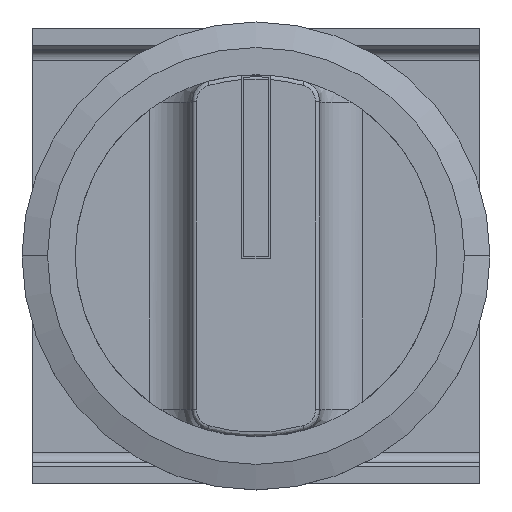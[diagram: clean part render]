
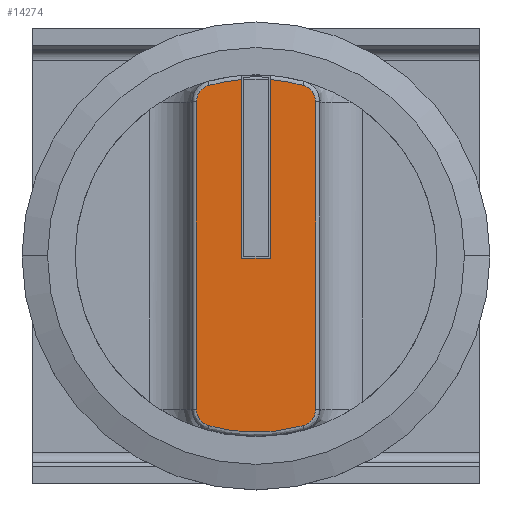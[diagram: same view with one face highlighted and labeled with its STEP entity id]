
A CAD part, top view. The second image highlights one B-rep face of the part: STEP entity #14274.
In plain terms, the highlighted planar face has unit normal (0, 0, 1).
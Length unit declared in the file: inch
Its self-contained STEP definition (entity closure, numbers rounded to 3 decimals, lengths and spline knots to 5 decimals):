
#478 = CARTESIAN_POINT ( 'NONE',  ( -0.02977, -0.33081, 0.51181 ) ) ;
#808 = VERTEX_POINT ( 'NONE', #10637 ) ;
#911 = CARTESIAN_POINT ( 'NONE',  ( 0.10133, 0.31101, 0.51181 ) ) ;
#1026 = LINE ( 'NONE', #14088, #8676 ) ;
#1160 = EDGE_LOOP ( 'NONE', ( #9187, #8666, #14833, #4211, #20818, #20902, #10179, #8962, #18622, #6300, #10424, #17221 ) ) ;
#1222 = CARTESIAN_POINT ( 'NONE',  ( -0.11025, -0.28458, 0.51181 ) ) ;
#1262 = VERTEX_POINT ( 'NONE', #13758 ) ;
#1460 = VERTEX_POINT ( 'NONE', #12794 ) ;
#1782 = VERTEX_POINT ( 'NONE', #15334 ) ;
#1872 = CARTESIAN_POINT ( 'NONE',  ( 0.08715, -0.31494, 0.51181 ) ) ;
#2687 = VERTEX_POINT ( 'NONE', #8222 ) ;
#2937 = CARTESIAN_POINT ( 'NONE',  ( 0.11025, 0.28458, 0.51181 ) ) ;
#3199 =( BOUNDED_CURVE ( )  B_SPLINE_CURVE ( 3, ( #7016, #13815, #3950, #11909 ),
 .UNSPECIFIED., .F., .F. ) 
 B_SPLINE_CURVE_WITH_KNOTS ( ( 4, 4 ),
 ( 0., 1. ),
 .UNSPECIFIED. ) 
 CURVE ( )  GEOMETRIC_REPRESENTATION_ITEM ( )  RATIONAL_B_SPLINE_CURVE ( ( 1., 0.997, 0.997, 1. ) ) 
 REPRESENTATION_ITEM ( '' )  );
#3271 = EDGE_CURVE ( 'NONE', #11916, #1460, #3199, .T. ) ;
#3794 = LINE ( 'NONE', #15252, #10917 ) ;
#3950 = CARTESIAN_POINT ( 'NONE',  ( -0.04707, 0.32402, 0.51181 ) ) ;
#4060 = CARTESIAN_POINT ( 'NONE',  ( 0.08715, -0.31494, 0.51181 ) ) ;
#4120 =( BOUNDED_CURVE ( )  B_SPLINE_CURVE ( 3, ( #17579, #911, #7387, #2937 ),
 .UNSPECIFIED., .F., .F. ) 
 B_SPLINE_CURVE_WITH_KNOTS ( ( 4, 4 ),
 ( 0., 1. ),
 .UNSPECIFIED. ) 
 CURVE ( )  GEOMETRIC_REPRESENTATION_ITEM ( )  RATIONAL_B_SPLINE_CURVE ( ( 1., 0.864, 0.864, 1. ) ) 
 REPRESENTATION_ITEM ( '' )  );
#4133 = EDGE_CURVE ( 'NONE', #12968, #11916, #13468, .T. ) ;
#4151 = CARTESIAN_POINT ( 'NONE',  ( -0.08715, -0.31494, 0.51181 ) ) ;
#4203 = EDGE_CURVE ( 'NONE', #12942, #13343, #4120, .T. ) ;
#4211 = ORIENTED_EDGE ( 'NONE', *, *, #3271, .F. ) ;
#4529 = CARTESIAN_POINT ( 'NONE',  ( -0.11025, 0.28458, 0.51181 ) ) ;
#4530 = VERTEX_POINT ( 'NONE', #4060 ) ;
#4806 =( BOUNDED_CURVE ( )  B_SPLINE_CURVE ( 3, ( #11094, #20759, #17677, #11314 ),
 .UNSPECIFIED., .F., .T. ) 
 B_SPLINE_CURVE_WITH_KNOTS ( ( 4, 4 ),
 ( 0., 1. ),
 .UNSPECIFIED. ) 
 CURVE ( )  GEOMETRIC_REPRESENTATION_ITEM ( )  RATIONAL_B_SPLINE_CURVE ( ( 1., 0.864, 0.864, 1. ) ) 
 REPRESENTATION_ITEM ( '' )  );
#5531 = CARTESIAN_POINT ( 'NONE',  ( -0.10133, -0.31101, 0.51181 ) ) ;
#5539 = VERTEX_POINT ( 'NONE', #1222 ) ;
#5781 = CARTESIAN_POINT ( 'NONE',  ( 0.08715, 0.31494, 0.51181 ) ) ;
#6095 = CARTESIAN_POINT ( 'NONE',  ( 0.04707, 0.32402, 0.51181 ) ) ;
#6256 = CARTESIAN_POINT ( 'NONE',  ( 0.07875, -0.28458, 0.51181 ) ) ;
#6300 = ORIENTED_EDGE ( 'NONE', *, *, #20371, .F. ) ;
#6578 = VERTEX_POINT ( 'NONE', #8991 ) ;
#6782 = DIRECTION ( 'NONE',  ( 0., 1., 0. ) ) ;
#7016 = CARTESIAN_POINT ( 'NONE',  ( -0.08715, 0.31494, 0.51181 ) ) ;
#7387 = CARTESIAN_POINT ( 'NONE',  ( 0.11025, 0.2993, 0.51181 ) ) ;
#7845 = DIRECTION ( 'NONE',  ( -1., 0., 0. ) ) ;
#8222 = CARTESIAN_POINT ( 'NONE',  ( 0.02657, -0.00492, 0.51181 ) ) ;
#8561 = DIRECTION ( 'NONE',  ( 0., -1., 0. ) ) ;
#8576 = CARTESIAN_POINT ( 'NONE',  ( 0.02657, -0.28458, 0.51181 ) ) ;
#8666 = ORIENTED_EDGE ( 'NONE', *, *, #18813, .F. ) ;
#8676 = VECTOR ( 'NONE', #15378, 39.37008 ) ;
#8872 = CARTESIAN_POINT ( 'NONE',  ( -0.11025, -0.28458, 0.51181 ) ) ;
#8874 = CARTESIAN_POINT ( 'NONE',  ( 0.07875, -0.00492, 0.51181 ) ) ;
#8962 = ORIENTED_EDGE ( 'NONE', *, *, #17404, .F. ) ;
#8991 = CARTESIAN_POINT ( 'NONE',  ( -0.02657, -0.00492, 0.51181 ) ) ;
#9187 = ORIENTED_EDGE ( 'NONE', *, *, #12057, .F. ) ;
#9401 = CARTESIAN_POINT ( 'NONE',  ( -0.11025, 0.2993, 0.51181 ) ) ;
#10179 = ORIENTED_EDGE ( 'NONE', *, *, #15436, .F. ) ;
#10259 = DIRECTION ( 'NONE',  ( 0., 1., 0. ) ) ;
#10424 = ORIENTED_EDGE ( 'NONE', *, *, #4203, .F. ) ;
#10621 = FACE_OUTER_BOUND ( 'NONE', #1160, .T. ) ;
#10637 = CARTESIAN_POINT ( 'NONE',  ( -0.08715, -0.31494, 0.51181 ) ) ;
#10917 = VECTOR ( 'NONE', #8561, 39.37008 ) ;
#11094 = CARTESIAN_POINT ( 'NONE',  ( 0.11025, -0.28458, 0.51181 ) ) ;
#11107 = CARTESIAN_POINT ( 'NONE',  ( -0.10133, 0.31101, 0.51181 ) ) ;
#11314 = CARTESIAN_POINT ( 'NONE',  ( 0.08715, -0.31494, 0.51181 ) ) ;
#11909 = CARTESIAN_POINT ( 'NONE',  ( -0.02657, 0.32569, 0.51181 ) ) ;
#11916 = VERTEX_POINT ( 'NONE', #20697 ) ;
#12007 = CARTESIAN_POINT ( 'NONE',  ( 0.08715, 0.31494, 0.51181 ) ) ;
#12011 = CARTESIAN_POINT ( 'NONE',  ( -0.11025, -0.2993, 0.51181 ) ) ;
#12057 = EDGE_CURVE ( 'NONE', #2687, #1262, #16755, .T. ) ;
#12081 = VECTOR ( 'NONE', #6782, 39.37008 ) ;
#12107 = CARTESIAN_POINT ( 'NONE',  ( -0.11025, -0.28458, 0.51181 ) ) ;
#12199 = EDGE_CURVE ( 'NONE', #1460, #6578, #1026, .T. ) ;
#12260 = CARTESIAN_POINT ( 'NONE',  ( 0.11025, 0.28458, 0.51181 ) ) ;
#12484 = CARTESIAN_POINT ( 'NONE',  ( -0.08715, 0.31494, 0.51181 ) ) ;
#12794 = CARTESIAN_POINT ( 'NONE',  ( -0.02657, 0.32569, 0.51181 ) ) ;
#12942 = VERTEX_POINT ( 'NONE', #12007 ) ;
#12968 = VERTEX_POINT ( 'NONE', #19857 ) ;
#13343 = VERTEX_POINT ( 'NONE', #12260 ) ;
#13433 = CARTESIAN_POINT ( 'NONE',  ( -0.08715, -0.31494, 0.51181 ) ) ;
#13468 =( BOUNDED_CURVE ( )  B_SPLINE_CURVE ( 3, ( #4529, #9401, #11107, #12484 ),
 .UNSPECIFIED., .F., .T. ) 
 B_SPLINE_CURVE_WITH_KNOTS ( ( 4, 4 ),
 ( 0., 1. ),
 .UNSPECIFIED. ) 
 CURVE ( )  GEOMETRIC_REPRESENTATION_ITEM ( )  RATIONAL_B_SPLINE_CURVE ( ( 1., 0.864, 0.864, 1. ) ) 
 REPRESENTATION_ITEM ( '' )  );
#13758 = CARTESIAN_POINT ( 'NONE',  ( 0.02657, 0.32569, 0.51181 ) ) ;
#13815 = CARTESIAN_POINT ( 'NONE',  ( -0.06733, 0.32042, 0.51181 ) ) ;
#13859 = CARTESIAN_POINT ( 'NONE',  ( 0.06733, 0.32042, 0.51181 ) ) ;
#13915 = VECTOR ( 'NONE', #18844, 39.37008 ) ;
#14088 = CARTESIAN_POINT ( 'NONE',  ( -0.02657, -0.28458, 0.51181 ) ) ;
#14274 = ADVANCED_FACE ( 'NONE', ( #10621 ), #15919, .F. ) ;
#14833 = ORIENTED_EDGE ( 'NONE', *, *, #12199, .F. ) ;
#15252 = CARTESIAN_POINT ( 'NONE',  ( 0.11025, -0.28458, 0.51181 ) ) ;
#15334 = CARTESIAN_POINT ( 'NONE',  ( 0.11025, -0.28458, 0.51181 ) ) ;
#15378 = DIRECTION ( 'NONE',  ( 0., -1., 0. ) ) ;
#15436 = EDGE_CURVE ( 'NONE', #808, #5539, #17130, .T. ) ;
#15487 = AXIS2_PLACEMENT_3D ( 'NONE', #6256, #15809, #7845 ) ;
#15644 =( BOUNDED_CURVE ( )  B_SPLINE_CURVE ( 3, ( #1872, #17805, #478, #13433 ),
 .UNSPECIFIED., .F., .F. ) 
 B_SPLINE_CURVE_WITH_KNOTS ( ( 4, 4 ),
 ( 0., 1. ),
 .UNSPECIFIED. ) 
 CURVE ( )  GEOMETRIC_REPRESENTATION_ITEM ( )  RATIONAL_B_SPLINE_CURVE ( ( 1., 0.976, 0.976, 1. ) ) 
 REPRESENTATION_ITEM ( '' )  );
#15809 = DIRECTION ( 'NONE',  ( 0., 0., -1. ) ) ;
#15919 = PLANE ( 'NONE',  #15487 ) ;
#16200 = EDGE_CURVE ( 'NONE', #5539, #12968, #18434, .T. ) ;
#16351 = EDGE_CURVE ( 'NONE', #1262, #12942, #19311, .T. ) ;
#16421 = EDGE_CURVE ( 'NONE', #1782, #4530, #4806, .T. ) ;
#16755 = LINE ( 'NONE', #8576, #12081 ) ;
#17130 =( BOUNDED_CURVE ( )  B_SPLINE_CURVE ( 3, ( #4151, #5531, #12011, #12107 ),
 .UNSPECIFIED., .F., .F. ) 
 B_SPLINE_CURVE_WITH_KNOTS ( ( 4, 4 ),
 ( 0., 1. ),
 .UNSPECIFIED. ) 
 CURVE ( )  GEOMETRIC_REPRESENTATION_ITEM ( )  RATIONAL_B_SPLINE_CURVE ( ( 1., 0.864, 0.864, 1. ) ) 
 REPRESENTATION_ITEM ( '' )  );
#17221 = ORIENTED_EDGE ( 'NONE', *, *, #16351, .F. ) ;
#17404 = EDGE_CURVE ( 'NONE', #4530, #808, #15644, .T. ) ;
#17579 = CARTESIAN_POINT ( 'NONE',  ( 0.08715, 0.31494, 0.51181 ) ) ;
#17677 = CARTESIAN_POINT ( 'NONE',  ( 0.10133, -0.31101, 0.51181 ) ) ;
#17805 = CARTESIAN_POINT ( 'NONE',  ( 0.02977, -0.33081, 0.51181 ) ) ;
#18434 = LINE ( 'NONE', #8872, #20264 ) ;
#18622 = ORIENTED_EDGE ( 'NONE', *, *, #16421, .F. ) ;
#18813 = EDGE_CURVE ( 'NONE', #6578, #2687, #20442, .T. ) ;
#18844 = DIRECTION ( 'NONE',  ( 1., 0., 0. ) ) ;
#18944 = CARTESIAN_POINT ( 'NONE',  ( 0.02657, 0.32569, 0.51181 ) ) ;
#19311 =( BOUNDED_CURVE ( )  B_SPLINE_CURVE ( 3, ( #18944, #6095, #13859, #5781 ),
 .UNSPECIFIED., .F., .T. ) 
 B_SPLINE_CURVE_WITH_KNOTS ( ( 4, 4 ),
 ( 0., 1. ),
 .UNSPECIFIED. ) 
 CURVE ( )  GEOMETRIC_REPRESENTATION_ITEM ( )  RATIONAL_B_SPLINE_CURVE ( ( 1., 0.997, 0.997, 1. ) ) 
 REPRESENTATION_ITEM ( '' )  );
#19857 = CARTESIAN_POINT ( 'NONE',  ( -0.11025, 0.28458, 0.51181 ) ) ;
#20264 = VECTOR ( 'NONE', #10259, 39.37008 ) ;
#20371 = EDGE_CURVE ( 'NONE', #13343, #1782, #3794, .T. ) ;
#20442 = LINE ( 'NONE', #8874, #13915 ) ;
#20697 = CARTESIAN_POINT ( 'NONE',  ( -0.08715, 0.31494, 0.51181 ) ) ;
#20759 = CARTESIAN_POINT ( 'NONE',  ( 0.11025, -0.2993, 0.51181 ) ) ;
#20818 = ORIENTED_EDGE ( 'NONE', *, *, #4133, .F. ) ;
#20902 = ORIENTED_EDGE ( 'NONE', *, *, #16200, .F. ) ;
